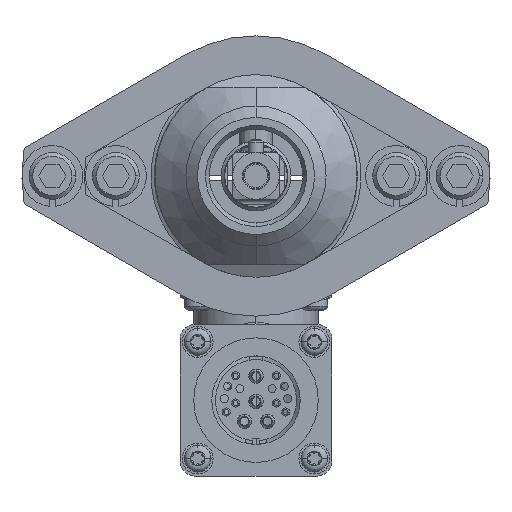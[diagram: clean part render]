
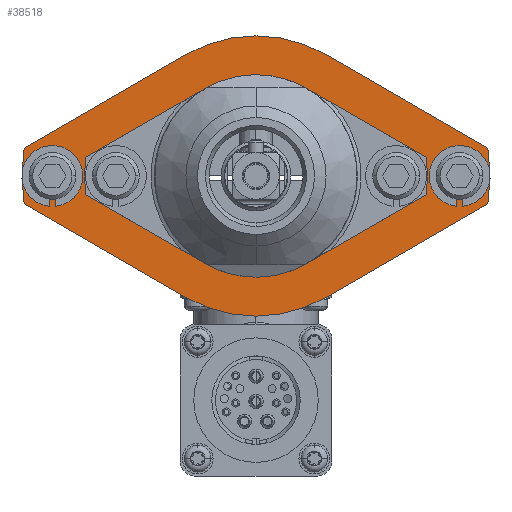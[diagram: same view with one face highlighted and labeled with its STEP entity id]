
A CAD part, left-side view. The second image highlights one B-rep face of the part: STEP entity #38518.
In plain terms, the highlighted planar face has unit normal (-1, 0, 0).
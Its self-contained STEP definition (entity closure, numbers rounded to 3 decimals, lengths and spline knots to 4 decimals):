
#36481=DIRECTION('',(0.,-0.866,-0.5));
#36482=VECTOR('',#36481,1.5);
#36483=CARTESIAN_POINT('',(-8.816,-0.5575,0.9743));
#36484=LINE('',#36483,#36482);
#36485=CARTESIAN_POINT('',(-8.816,0.005,0.));
#36486=DIRECTION('',(1.,0.,0.));
#36487=DIRECTION('',(0.,-0.993,0.12));
#36488=AXIS2_PLACEMENT_3D('',#36485,#36486,#36487);
#36490=DIRECTION('',(0.,0.866,-0.5));
#36491=VECTOR('',#36490,1.5);
#36492=CARTESIAN_POINT('',(-8.816,-1.8565,-0.2243));
#36493=LINE('',#36492,#36491);
#36494=CARTESIAN_POINT('',(-8.816,0.005,0.));
#36495=DIRECTION('',(1.,0.,0.));
#36496=DIRECTION('',(0.,-0.5,-0.866));
#36497=AXIS2_PLACEMENT_3D('',#36494,#36495,#36496);
#36499=DIRECTION('',(0.,0.866,0.5));
#36500=VECTOR('',#36499,1.5);
#36501=CARTESIAN_POINT('',(-8.816,0.5675,-0.9743));
#36502=LINE('',#36501,#36500);
#36503=CARTESIAN_POINT('',(-8.816,0.005,0.));
#36504=DIRECTION('',(1.,0.,0.));
#36505=DIRECTION('',(0.,0.993,-0.12));
#36506=AXIS2_PLACEMENT_3D('',#36503,#36504,#36505);
#36508=DIRECTION('',(0.,-0.866,0.5));
#36509=VECTOR('',#36508,1.5);
#36510=CARTESIAN_POINT('',(-8.816,1.8665,0.2243));
#36511=LINE('',#36510,#36509);
#36512=CARTESIAN_POINT('',(-8.816,0.005,0.));
#36513=DIRECTION('',(1.,0.,0.));
#36514=DIRECTION('',(0.,0.5,0.866));
#36515=AXIS2_PLACEMENT_3D('',#36512,#36513,#36514);
#36517=CARTESIAN_POINT('',(-8.816,0.005,0.));
#36518=DIRECTION('',(-1.,0.,0.));
#36519=DIRECTION('',(0.,0.,-1.));
#36520=AXIS2_PLACEMENT_3D('',#36517,#36518,#36519);
#36522=CARTESIAN_POINT('',(-8.816,0.005,0.));
#36523=DIRECTION('',(-1.,0.,0.));
#36524=DIRECTION('',(0.,0.,1.));
#36525=AXIS2_PLACEMENT_3D('',#36522,#36523,#36524);
#36527=CARTESIAN_POINT('',(-8.816,1.64,0.));
#36528=DIRECTION('',(-1.,0.,0.));
#36529=DIRECTION('',(0.,0.,-1.));
#36530=AXIS2_PLACEMENT_3D('',#36527,#36528,#36529);
#36532=CARTESIAN_POINT('',(-8.816,1.64,0.));
#36533=DIRECTION('',(-1.,0.,0.));
#36534=DIRECTION('',(0.,0.,1.));
#36535=AXIS2_PLACEMENT_3D('',#36532,#36533,#36534);
#36537=CARTESIAN_POINT('',(-8.816,-1.63,0.));
#36538=DIRECTION('',(-1.,0.,0.));
#36539=DIRECTION('',(0.,0.,-1.));
#36540=AXIS2_PLACEMENT_3D('',#36537,#36538,#36539);
#36542=CARTESIAN_POINT('',(-8.816,-1.63,0.));
#36543=DIRECTION('',(-1.,0.,0.));
#36544=DIRECTION('',(0.,0.,1.));
#36545=AXIS2_PLACEMENT_3D('',#36542,#36543,#36544);
#36547=CARTESIAN_POINT('',(-8.816,-1.12,0.));
#36548=DIRECTION('',(-1.,0.,0.));
#36549=DIRECTION('',(0.,-1.,0.));
#36550=AXIS2_PLACEMENT_3D('',#36547,#36548,#36549);
#36552=CARTESIAN_POINT('',(-8.816,-1.12,0.));
#36553=DIRECTION('',(-1.,0.,0.));
#36554=DIRECTION('',(0.,1.,0.));
#36555=AXIS2_PLACEMENT_3D('',#36552,#36553,#36554);
#36557=CARTESIAN_POINT('',(-8.816,1.13,0.));
#36558=DIRECTION('',(-1.,0.,0.));
#36559=DIRECTION('',(0.,-1.,0.));
#36560=AXIS2_PLACEMENT_3D('',#36557,#36558,#36559);
#36562=CARTESIAN_POINT('',(-8.816,1.13,0.));
#36563=DIRECTION('',(-1.,0.,0.));
#36564=DIRECTION('',(0.,1.,0.));
#36565=AXIS2_PLACEMENT_3D('',#36562,#36563,#36564);
#37400=CARTESIAN_POINT('',(-8.816,0.005,0.6968));
#37401=CARTESIAN_POINT('',(-8.816,0.005,-0.6968));
#37402=VERTEX_POINT('',#37400);
#37403=VERTEX_POINT('',#37401);
#37404=CARTESIAN_POINT('',(-8.816,-0.5575,0.9743));
#37405=CARTESIAN_POINT('',(-8.816,-1.8565,0.2243));
#37406=VERTEX_POINT('',#37404);
#37407=VERTEX_POINT('',#37405);
#37408=CARTESIAN_POINT('',(-8.816,-1.8565,-0.2243));
#37409=VERTEX_POINT('',#37408);
#37410=CARTESIAN_POINT('',(-8.816,-0.5575,-0.9743));
#37411=VERTEX_POINT('',#37410);
#37412=CARTESIAN_POINT('',(-8.816,0.5675,-0.9743));
#37413=VERTEX_POINT('',#37412);
#37414=CARTESIAN_POINT('',(-8.816,1.8665,-0.2243));
#37415=VERTEX_POINT('',#37414);
#37416=CARTESIAN_POINT('',(-8.816,1.8665,0.2243));
#37417=VERTEX_POINT('',#37416);
#37418=CARTESIAN_POINT('',(-8.816,0.5675,0.9743));
#37419=VERTEX_POINT('',#37418);
#37436=CARTESIAN_POINT('',(-8.816,1.64,0.1405));
#37437=CARTESIAN_POINT('',(-8.816,1.64,-0.1405));
#37438=VERTEX_POINT('',#37436);
#37439=VERTEX_POINT('',#37437);
#37448=CARTESIAN_POINT('',(-8.816,-0.9875,0.));
#37449=CARTESIAN_POINT('',(-8.816,-1.2525,0.));
#37450=VERTEX_POINT('',#37448);
#37451=VERTEX_POINT('',#37449);
#37537=CARTESIAN_POINT('',(-8.816,0.9975,0.));
#37538=CARTESIAN_POINT('',(-8.816,1.2625,0.));
#37539=VERTEX_POINT('',#37537);
#37540=VERTEX_POINT('',#37538);
#37586=CARTESIAN_POINT('',(-8.816,-1.63,0.1405));
#37587=CARTESIAN_POINT('',(-8.816,-1.63,-0.1405));
#37588=VERTEX_POINT('',#37586);
#37589=VERTEX_POINT('',#37587);
#38466=CARTESIAN_POINT('',(-8.816,0.005,0.));
#38467=DIRECTION('',(1.,0.,0.));
#38468=DIRECTION('',(0.,0.,1.));
#38469=AXIS2_PLACEMENT_3D('',#38466,#38467,#38468);
#38470=PLANE('',#38469);
#38471=ORIENTED_EDGE('',*,*,#38456,.T.);
#38473=ORIENTED_EDGE('',*,*,#38472,.T.);
#38475=ORIENTED_EDGE('',*,*,#38474,.T.);
#38477=ORIENTED_EDGE('',*,*,#38476,.T.);
#38479=ORIENTED_EDGE('',*,*,#38478,.T.);
#38481=ORIENTED_EDGE('',*,*,#38480,.T.);
#38483=ORIENTED_EDGE('',*,*,#38482,.T.);
#38485=ORIENTED_EDGE('',*,*,#38484,.T.);
#38486=EDGE_LOOP('',(#38471,#38473,#38475,#38477,#38479,#38481,#38483,#38485));
#38487=FACE_OUTER_BOUND('',#38486,.F.);
#38489=ORIENTED_EDGE('',*,*,#38488,.T.);
#38491=ORIENTED_EDGE('',*,*,#38490,.T.);
#38492=EDGE_LOOP('',(#38489,#38491));
#38493=FACE_BOUND('',#38492,.F.);
#38495=ORIENTED_EDGE('',*,*,#38494,.T.);
#38497=ORIENTED_EDGE('',*,*,#38496,.T.);
#38498=EDGE_LOOP('',(#38495,#38497));
#38499=FACE_BOUND('',#38498,.F.);
#38501=ORIENTED_EDGE('',*,*,#38500,.T.);
#38503=ORIENTED_EDGE('',*,*,#38502,.T.);
#38504=EDGE_LOOP('',(#38501,#38503));
#38505=FACE_BOUND('',#38504,.F.);
#38507=ORIENTED_EDGE('',*,*,#38506,.T.);
#38509=ORIENTED_EDGE('',*,*,#38508,.T.);
#38510=EDGE_LOOP('',(#38507,#38509));
#38511=FACE_BOUND('',#38510,.F.);
#38513=ORIENTED_EDGE('',*,*,#38512,.T.);
#38515=ORIENTED_EDGE('',*,*,#38514,.T.);
#38516=EDGE_LOOP('',(#38513,#38515));
#38517=FACE_BOUND('',#38516,.F.);
#38518=ADVANCED_FACE('',(#38487,#38493,#38499,#38505,#38511,#38517),#38470,.F.);
#36489=CIRCLE('',#36488,1.875);
#36498=CIRCLE('',#36497,1.125);
#36507=CIRCLE('',#36506,1.875);
#36516=CIRCLE('',#36515,1.125);
#36521=CIRCLE('',#36520,0.6968);
#36526=CIRCLE('',#36525,0.6968);
#36531=CIRCLE('',#36530,0.1405);
#36536=CIRCLE('',#36535,0.1405);
#36541=CIRCLE('',#36540,0.1405);
#36546=CIRCLE('',#36545,0.1405);
#36551=CIRCLE('',#36550,0.1325);
#36556=CIRCLE('',#36555,0.1325);
#36561=CIRCLE('',#36560,0.1325);
#36566=CIRCLE('',#36565,0.1325);
#38456=EDGE_CURVE('',#37406,#37407,#36484,.T.);
#38472=EDGE_CURVE('',#37407,#37409,#36489,.T.);
#38474=EDGE_CURVE('',#37409,#37411,#36493,.T.);
#38476=EDGE_CURVE('',#37411,#37413,#36498,.T.);
#38478=EDGE_CURVE('',#37413,#37415,#36502,.T.);
#38480=EDGE_CURVE('',#37415,#37417,#36507,.T.);
#38482=EDGE_CURVE('',#37417,#37419,#36511,.T.);
#38484=EDGE_CURVE('',#37419,#37406,#36516,.T.);
#38488=EDGE_CURVE('',#37403,#37402,#36521,.T.);
#38490=EDGE_CURVE('',#37402,#37403,#36526,.T.);
#38494=EDGE_CURVE('',#37439,#37438,#36531,.T.);
#38496=EDGE_CURVE('',#37438,#37439,#36536,.T.);
#38500=EDGE_CURVE('',#37589,#37588,#36541,.T.);
#38502=EDGE_CURVE('',#37588,#37589,#36546,.T.);
#38506=EDGE_CURVE('',#37451,#37450,#36551,.T.);
#38508=EDGE_CURVE('',#37450,#37451,#36556,.T.);
#38512=EDGE_CURVE('',#37539,#37540,#36561,.T.);
#38514=EDGE_CURVE('',#37540,#37539,#36566,.T.);
